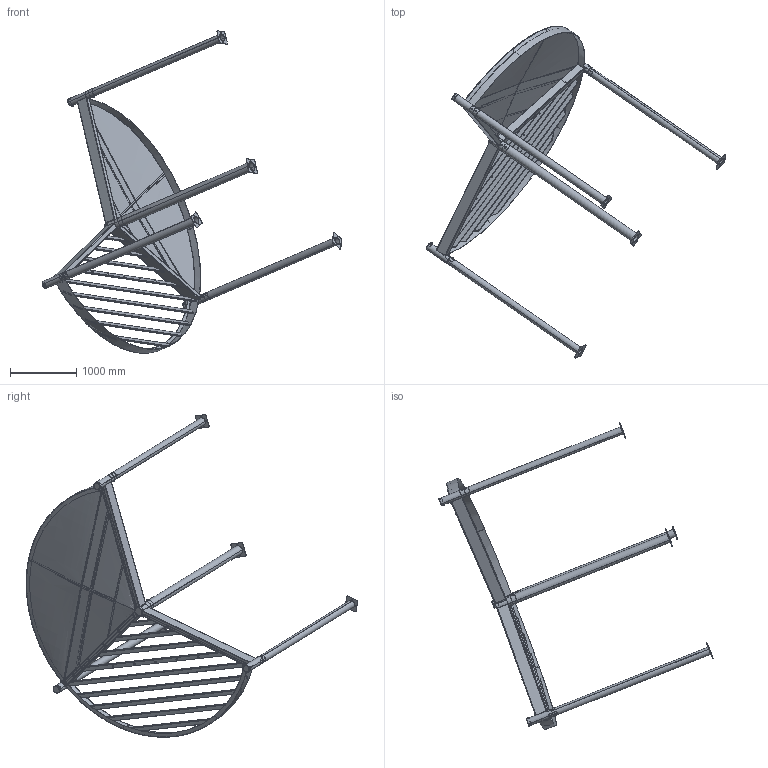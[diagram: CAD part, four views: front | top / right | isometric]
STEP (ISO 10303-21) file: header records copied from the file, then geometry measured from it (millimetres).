
FILE_DESCRIPTION (( 'STEP AP214' ), '1' );
FILE_NAME ('VERSION 2-3.STEP', '2025-03-17T15:39:06', ( 'Util' ), ( '' ), 'SwSTEP 2.0', 'SolidWorks 2025', '' );
FILE_SCHEMA (( 'AUTOMOTIVE_DESIGN' ));
Length unit declared in the file: millimetre
Products named in the file (43): Bouchon poteau_Bouchon 139.7; Tôle arrondie dessous 1; Assemblage cornières V3_Cornière entière + lattes; Vis_tête-fraisée_bene_inox_210203-10X130; Boulon vis M10_écou_à_insert - espace 145; Tôle arrondie 2; Vis_bene_inox_210202-10X25; Boulon vis M10_écou_à_insert - espace 5; Assemblage cornières V3_Cornière entière + tôles; Cornière pour tôle cintrée découpée V3_Cornière pour tôle cintrée - partie haute; Poteau_Poteau central - 1 tier; VERSION 2-3; Ecrou_borgne_bene_inox_215604-10; Cadre tubes V3_Cadre tubes_2 tiers<Brut d''usinage>; Cornière lattes découpée V3_Cornière triangle + tôle<Brut d''usinage>; Tôle triangulaire 2; Poteau_Poteau extérieur; Tôle triangulaire dessous 1; Vis_tête-fraisée_bene_inox_210203-10X150; Pièce2^Assemblage cornières V3; Rondelle_bene_inox_216505-10; Cornière lattes découpée V3_Cornière arrondie pour lattes - partie basse; Cornière lattes découpée V3_Cornière arrondie + tôle - partie basse; Boulon vis tête fraisée M10 - espace 20; Cornière lattes découpée V3_Cornière arrondie + tôle - partie haute; Boulon vis_tête-fraisée M10 - espace 114.5; Tôle arrondie dessous 2; Tôle arrondie 1; Tôle triangulaire 1; Cornière pour tôle cintrée découpée V3_Cornière pour tôle cintrée - partie basse; Cornière lattes découpée V3_Cornière arrondie pour lattes - partie haute; Vis tête fraisée-bene_inox_210208-10X30; Boulon vis_tête-fraisée M10 - espace 10; Cornière lattes découpée V3_Cornière triangle + lattes + rajout + perçages bouchons; Tôle triangulaire dessous 2; Bouchon poteau_Bouchon 114.3; Tube rajout 2 tiers_3 tiers V3_Défaut<Brut d''usinage>; Boulon vis_tête-fraisée M10 - espace 140; Vis H_bene_inox_210101-10X160; Ecrou_insert_bene_inox_219638-10 ...
Assembly tree (102 placements, depth 3):
  VERSION 2-3
    Poteau_Poteau central - 1 tier
    Poteau_Poteau extérieur  x3
    Cadre tubes V3_Cadre tubes_2 tiers<Brut d''usinage>
    Tube rajout 2 tiers_3 tiers V3_Défaut<Brut d''usinage>
    Assemblage cornières V3_Cornière entière + lattes
      Cornière lattes découpée V3_Cornière arrondie pour lattes - partie basse
      Cornière pour tôle cintrée découpée V3_Cornière pour tôle cintrée - partie basse
      Cornière lattes découpée V3_Cornière triangle + lattes + rajout + perçages bouchons
      Cornière lattes découpée V3_Cornière arrondie pour lattes - partie haute
      Cornière pour tôle cintrée découpée V3_Cornière pour tôle cintrée - partie haute
    Assemblage cornières V3_Cornière entière + tôles
      Cornière lattes découpée V3_Cornière arrondie + tôle - partie basse
      Cornière pour tôle cintrée découpée V3_Cornière pour tôle cintrée - partie basse
      Cornière lattes découpée V3_Cornière triangle + tôle<Brut d''usinage>
      Cornière lattes découpée V3_Cornière arrondie + tôle - partie haute
      Cornière pour tôle cintrée découpée V3_Cornière pour tôle cintrée - partie haute
    Bouchon poteau_Bouchon 114.3  x3
    Bouchon poteau_Bouchon 139.7
    Boulon vis M10_écou_à_insert - espace 5  x20
      Ecrou_insert_bene_inox_219638-10
      Vis_bene_inox_210202-10X25
      Rondelle_bene_inox_216505-10
    Boulon vis M10_écou_à_insert - espace 5  x7
      Ecrou_insert_bene_inox_219638-10
    Boulon vis tête fraisée M10 - espace 20  x5
      Rondelle_bene_inox_216505-10
      Ecrou_borgne_bene_inox_215604-10
      Vis tête fraisée-bene_inox_210208-10X30
    Boulon vis_tête-fraisée M10 - espace 10  x5
      Rondelle_bene_inox_216505-10
      Ecrou_borgne_bene_inox_215604-10
      Vis_tête-fraisée_bene_inox_210208-10X20
    Boulon vis M10_écou_à_insert - espace 145  x3
      Vis H_bene_inox_210101-10X160
      Ecrou_insert_bene_inox_219638-10
      Rondelle_bene_inox_216505-10
    Boulon vis_tête-fraisée M10 - espace 114.5  x8
      Vis_tête-fraisée_bene_inox_210203-10X130
      Rondelle_bene_inox_216505-10
      Ecrou_borgne_bene_inox_215604-10
    Boulon vis_tête-fraisée M10 - espace 114.5
      Rondelle_bene_inox_216505-10
      Ecrou_borgne_bene_inox_215604-10
    Boulon vis_tête-fraisée M10 - espace 140  x2
      Vis_tête-fraisée_bene_inox_210203-10X150
      Rondelle_bene_inox_216505-10
      Ecrou_borgne_bene_inox_215604-10
    Tôle arrondie 1
    Tôle arrondie 2
    Tôle triangulaire 1
    Tôle triangulaire 2
    Tôle arrondie dessous 2
    Tôle arrondie dessous 1
    Tôle triangulaire dessous 1
    Tôle triangulaire dessous 2
  Pièce2^Assemblage cornières V3
Bounding box: 4512.82 x 4995.98 x 4854.55 mm (x, y, z)
Volume: 105765452.9 mm3; surface area: 51686331.8 mm2
Topology: 226 solids, 226 shells, 4468 faces, 10592 edges, 6579 vertices
Faces by surface type: plane 2150, cylinder 1338, cone 806, torus 86, bspline 46, sphere 42
Entity records: 83528 total; most frequent: CARTESIAN_POINT 40453, ORIENTED_EDGE 8844, DIRECTION 7888, EDGE_CURVE 4422, VERTEX_POINT 2892, LINE 2668, VECTOR 2668, AXIS2_PLACEMENT_3D 2610
